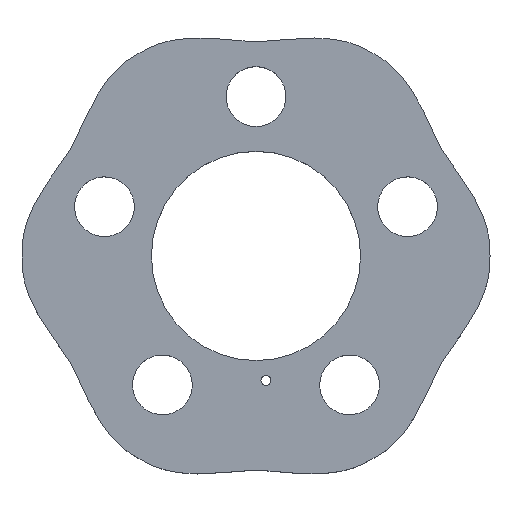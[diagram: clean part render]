
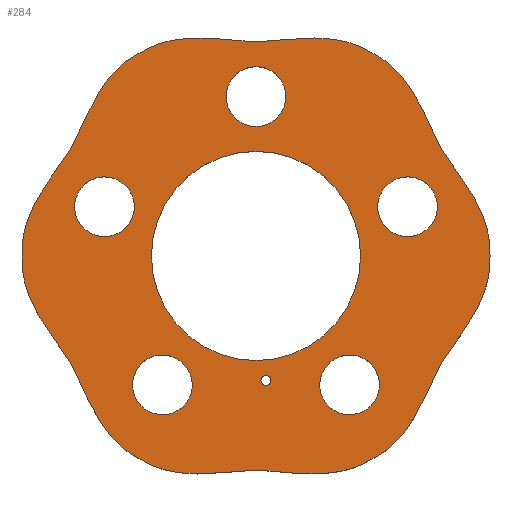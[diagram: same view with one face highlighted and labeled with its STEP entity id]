
A CAD part, top view. The second image highlights one B-rep face of the part: STEP entity #284.
In plain terms, the highlighted planar face has unit normal (0, 0, 1).
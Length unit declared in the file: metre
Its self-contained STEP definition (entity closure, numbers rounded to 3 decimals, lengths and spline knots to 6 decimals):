
#12=PLANE('',#414);
#27=B_SPLINE_CURVE_WITH_KNOTS('',3,(#541,#542,#543,#544,#545,#546,#547,
#548,#549),.UNSPECIFIED.,.F.,.F.,(4,1,1,1,1,1,4),(0.,8.853081,16.669729,
23.997292,31.324856,39.141504,47.994585),
 .UNSPECIFIED.);
#29=B_SPLINE_CURVE_WITH_KNOTS('',3,(#584,#585,#586,#587,#588,#589,#590,
#591,#592),.UNSPECIFIED.,.F.,.F.,(4,1,1,1,1,1,4),(0.,8.853081,16.669729,
23.997292,31.324856,39.141504,47.994585),
 .UNSPECIFIED.);
#31=B_SPLINE_CURVE_WITH_KNOTS('',3,(#629,#630,#631,#632,#633,#634,#635,
#636,#637),.UNSPECIFIED.,.F.,.F.,(4,1,1,1,1,1,4),(0.,8.853081,16.669729,
23.997292,31.324856,39.141504,47.994585),
 .UNSPECIFIED.);
#32=B_SPLINE_CURVE_WITH_KNOTS('',3,(#639,#640,#641,#642,#643,#644,#645,
#646,#647),.UNSPECIFIED.,.F.,.F.,(4,1,1,1,1,1,4),(0.,8.853081,16.669729,
23.997292,31.324856,39.141504,47.994585),
 .UNSPECIFIED.);
#33=B_SPLINE_CURVE_WITH_KNOTS('',3,(#650,#651,#652,#653,#654,#655,#656,
#657,#658),.UNSPECIFIED.,.F.,.F.,(4,1,1,1,1,1,4),(0.,8.853081,16.669729,
23.997292,31.324856,39.141504,47.994585),
 .UNSPECIFIED.);
#34=B_SPLINE_CURVE_WITH_KNOTS('',3,(#659,#660,#661,#662,#663,#664,#665,
#666,#667),.UNSPECIFIED.,.F.,.F.,(4,1,1,1,1,1,4),(0.,8.853081,16.669729,
23.997292,31.324856,39.141504,47.994585),
 .UNSPECIFIED.);
#70=ORIENTED_EDGE('',*,*,#108,.F.);
#71=ORIENTED_EDGE('',*,*,#110,.F.);
#72=ORIENTED_EDGE('',*,*,#112,.F.);
#73=ORIENTED_EDGE('',*,*,#114,.F.);
#74=ORIENTED_EDGE('',*,*,#116,.F.);
#75=ORIENTED_EDGE('',*,*,#118,.F.);
#76=ORIENTED_EDGE('',*,*,#120,.F.);
#77=ORIENTED_EDGE('',*,*,#132,.T.);
#78=ORIENTED_EDGE('',*,*,#133,.T.);
#79=ORIENTED_EDGE('',*,*,#127,.T.);
#80=ORIENTED_EDGE('',*,*,#124,.T.);
#81=ORIENTED_EDGE('',*,*,#131,.T.);
#82=ORIENTED_EDGE('',*,*,#134,.T.);
#108=EDGE_CURVE('',#140,#140,#166,.T.);
#110=EDGE_CURVE('',#142,#142,#168,.T.);
#112=EDGE_CURVE('',#144,#144,#170,.T.);
#114=EDGE_CURVE('',#146,#146,#172,.T.);
#116=EDGE_CURVE('',#148,#148,#174,.T.);
#118=EDGE_CURVE('',#150,#150,#176,.T.);
#120=EDGE_CURVE('',#152,#152,#178,.T.);
#124=EDGE_CURVE('',#157,#156,#27,.T.);
#127=EDGE_CURVE('',#159,#157,#29,.T.);
#131=EDGE_CURVE('',#156,#161,#31,.T.);
#132=EDGE_CURVE('',#162,#163,#32,.T.);
#133=EDGE_CURVE('',#163,#159,#33,.T.);
#134=EDGE_CURVE('',#161,#162,#34,.T.);
#140=VERTEX_POINT('',#473);
#142=VERTEX_POINT('',#478);
#144=VERTEX_POINT('',#483);
#146=VERTEX_POINT('',#488);
#148=VERTEX_POINT('',#493);
#150=VERTEX_POINT('',#498);
#152=VERTEX_POINT('',#503);
#156=VERTEX_POINT('',#540);
#157=VERTEX_POINT('',#550);
#159=VERTEX_POINT('',#593);
#161=VERTEX_POINT('',#628);
#162=VERTEX_POINT('',#648);
#163=VERTEX_POINT('',#649);
#166=CIRCLE('',#394,0.006);
#168=CIRCLE('',#397,0.006);
#170=CIRCLE('',#400,0.006);
#172=CIRCLE('',#403,0.021);
#174=CIRCLE('',#406,0.006);
#176=CIRCLE('',#409,0.001);
#178=CIRCLE('',#412,0.006);
#197=EDGE_LOOP('',(#70));
#198=EDGE_LOOP('',(#71));
#199=EDGE_LOOP('',(#72));
#200=EDGE_LOOP('',(#73));
#201=EDGE_LOOP('',(#74));
#202=EDGE_LOOP('',(#75));
#203=EDGE_LOOP('',(#76));
#204=EDGE_LOOP('',(#77,#78,#79,#80,#81,#82));
#233=FACE_BOUND('',#197,.T.);
#234=FACE_BOUND('',#198,.T.);
#235=FACE_BOUND('',#199,.T.);
#236=FACE_BOUND('',#200,.T.);
#237=FACE_BOUND('',#201,.T.);
#238=FACE_BOUND('',#202,.T.);
#239=FACE_BOUND('',#203,.T.);
#240=FACE_BOUND('',#204,.T.);
#284=ADVANCED_FACE('',(#233,#234,#235,#236,#237,#238,#239,#240),#12,.T.);
#394=AXIS2_PLACEMENT_3D('',#472,#420,#421);
#397=AXIS2_PLACEMENT_3D('',#477,#426,#427);
#400=AXIS2_PLACEMENT_3D('',#482,#432,#433);
#403=AXIS2_PLACEMENT_3D('',#487,#438,#439);
#406=AXIS2_PLACEMENT_3D('',#492,#444,#445);
#409=AXIS2_PLACEMENT_3D('',#497,#450,#451);
#412=AXIS2_PLACEMENT_3D('',#502,#456,#457);
#414=AXIS2_PLACEMENT_3D('',#638,#464,#465);
#420=DIRECTION('',(0.,0.,1.));
#421=DIRECTION('',(1.,0.,0.));
#426=DIRECTION('',(0.,0.,1.));
#427=DIRECTION('',(0.309,-0.951,0.));
#432=DIRECTION('',(0.,0.,1.));
#433=DIRECTION('',(0.309,0.951,0.));
#438=DIRECTION('',(0.,0.,1.));
#439=DIRECTION('',(1.,0.,0.));
#444=DIRECTION('',(0.,0.,1.));
#445=DIRECTION('',(-0.809,-0.588,0.));
#450=DIRECTION('',(0.,0.,1.));
#451=DIRECTION('',(1.,0.,0.));
#456=DIRECTION('',(0.,0.,1.));
#457=DIRECTION('',(-0.809,0.588,0.));
#464=DIRECTION('',(0.,0.,1.));
#465=DIRECTION('',(1.,0.,0.));
#472=CARTESIAN_POINT('',(-0.002,0.032,0.01));
#473=CARTESIAN_POINT('',(0.004,0.032,0.01));
#477=CARTESIAN_POINT('',(0.028434,0.009889,0.01));
#478=CARTESIAN_POINT('',(0.030288,0.004182,0.01));
#482=CARTESIAN_POINT('',(-0.032434,0.009889,0.01));
#483=CARTESIAN_POINT('',(-0.03058,0.015595,0.01));
#487=CARTESIAN_POINT('',(-0.002,0.,0.01));
#488=CARTESIAN_POINT('',(0.019,0.,0.01));
#492=CARTESIAN_POINT('',(0.016809,-0.025889,0.01));
#493=CARTESIAN_POINT('',(0.011955,-0.029415,0.01));
#497=CARTESIAN_POINT('',(0.,-0.025,0.01));
#498=CARTESIAN_POINT('',(0.001,-0.025,0.01));
#502=CARTESIAN_POINT('',(-0.020809,-0.025889,0.01));
#503=CARTESIAN_POINT('',(-0.025663,-0.022362,0.01));
#540=CARTESIAN_POINT('',(0.021495,-0.040695,0.01));
#541=CARTESIAN_POINT('',(-0.025495,-0.040695,0.01));
#542=CARTESIAN_POINT('',(-0.022851,-0.042408,0.01));
#543=CARTESIAN_POINT('',(-0.017538,-0.043935,0.01));
#544=CARTESIAN_POINT('',(-0.009444,-0.043761,0.01));
#545=CARTESIAN_POINT('',(-0.002,-0.042617,0.01));
#546=CARTESIAN_POINT('',(0.005444,-0.043761,0.01));
#547=CARTESIAN_POINT('',(0.013538,-0.043935,0.01));
#548=CARTESIAN_POINT('',(0.018851,-0.042408,0.01));
#549=CARTESIAN_POINT('',(0.021495,-0.040695,0.01));
#550=CARTESIAN_POINT('',(-0.025495,-0.040695,0.01));
#584=CARTESIAN_POINT('',(-0.04899,0.,0.01));
#585=CARTESIAN_POINT('',(-0.049152,-0.003147,0.01));
#586=CARTESIAN_POINT('',(-0.047818,-0.008511,0.01));
#587=CARTESIAN_POINT('',(-0.043621,-0.015434,0.01));
#588=CARTESIAN_POINT('',(-0.038907,-0.021308,0.01));
#589=CARTESIAN_POINT('',(-0.036176,-0.028328,0.01));
#590=CARTESIAN_POINT('',(-0.03228,-0.035424,0.01));
#591=CARTESIAN_POINT('',(-0.028301,-0.039261,0.01));
#592=CARTESIAN_POINT('',(-0.025495,-0.040695,0.01));
#593=CARTESIAN_POINT('',(-0.04899,0.,0.01));
#628=CARTESIAN_POINT('',(0.04499,0.,0.01));
#629=CARTESIAN_POINT('',(0.021495,-0.040695,0.01));
#630=CARTESIAN_POINT('',(0.024301,-0.039261,0.01));
#631=CARTESIAN_POINT('',(0.02828,-0.035424,0.01));
#632=CARTESIAN_POINT('',(0.032176,-0.028328,0.01));
#633=CARTESIAN_POINT('',(0.034907,-0.021308,0.01));
#634=CARTESIAN_POINT('',(0.039621,-0.015434,0.01));
#635=CARTESIAN_POINT('',(0.043818,-0.008511,0.01));
#636=CARTESIAN_POINT('',(0.045152,-0.003147,0.01));
#637=CARTESIAN_POINT('',(0.04499,0.,0.01));
#638=CARTESIAN_POINT('',(-0.002,0.,0.01));
#639=CARTESIAN_POINT('',(0.021495,0.040695,0.01));
#640=CARTESIAN_POINT('',(0.018851,0.042408,0.01));
#641=CARTESIAN_POINT('',(0.013538,0.043935,0.01));
#642=CARTESIAN_POINT('',(0.005444,0.043761,0.01));
#643=CARTESIAN_POINT('',(-0.002,0.042617,0.01));
#644=CARTESIAN_POINT('',(-0.009444,0.043761,0.01));
#645=CARTESIAN_POINT('',(-0.017538,0.043935,0.01));
#646=CARTESIAN_POINT('',(-0.022851,0.042408,0.01));
#647=CARTESIAN_POINT('',(-0.025495,0.040695,0.01));
#648=CARTESIAN_POINT('',(0.021495,0.040695,0.01));
#649=CARTESIAN_POINT('',(-0.025495,0.040695,0.01));
#650=CARTESIAN_POINT('',(-0.025495,0.040695,0.01));
#651=CARTESIAN_POINT('',(-0.028301,0.039261,0.01));
#652=CARTESIAN_POINT('',(-0.03228,0.035424,0.01));
#653=CARTESIAN_POINT('',(-0.036176,0.028328,0.01));
#654=CARTESIAN_POINT('',(-0.038907,0.021308,0.01));
#655=CARTESIAN_POINT('',(-0.043621,0.015434,0.01));
#656=CARTESIAN_POINT('',(-0.047818,0.008511,0.01));
#657=CARTESIAN_POINT('',(-0.049152,0.003147,0.01));
#658=CARTESIAN_POINT('',(-0.04899,0.,0.01));
#659=CARTESIAN_POINT('',(0.04499,0.,0.01));
#660=CARTESIAN_POINT('',(0.045152,0.003147,0.01));
#661=CARTESIAN_POINT('',(0.043818,0.008511,0.01));
#662=CARTESIAN_POINT('',(0.039621,0.015434,0.01));
#663=CARTESIAN_POINT('',(0.034907,0.021308,0.01));
#664=CARTESIAN_POINT('',(0.032176,0.028328,0.01));
#665=CARTESIAN_POINT('',(0.02828,0.035424,0.01));
#666=CARTESIAN_POINT('',(0.024301,0.039261,0.01));
#667=CARTESIAN_POINT('',(0.021495,0.040695,0.01));
